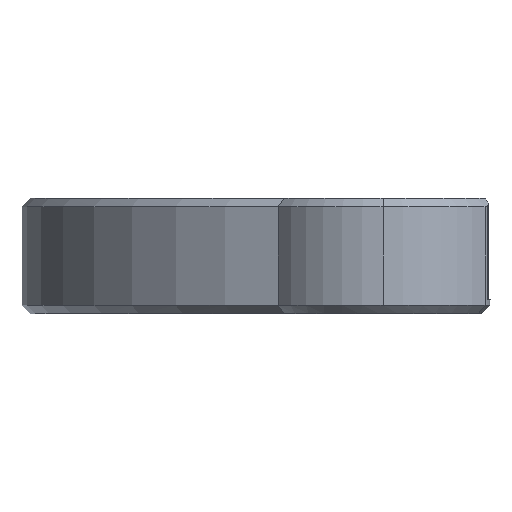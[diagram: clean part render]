
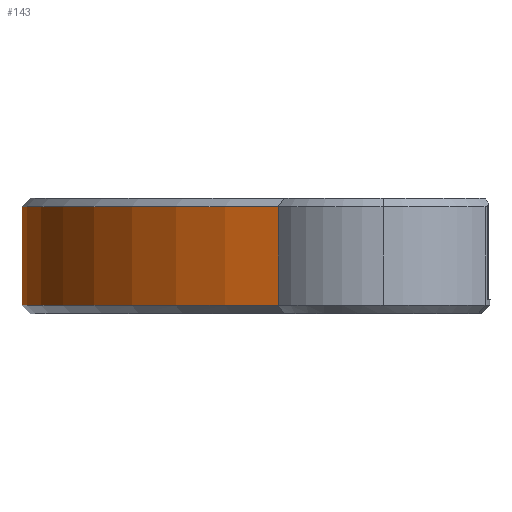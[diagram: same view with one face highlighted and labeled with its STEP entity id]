
A CAD part, left-side view. The second image highlights one B-rep face of the part: STEP entity #143.
In plain terms, the highlighted cylindrical face has radius 52.2 mm (diameter 104.4 mm), a partial arc.
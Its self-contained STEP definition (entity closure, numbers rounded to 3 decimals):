
#84=CARTESIAN_POINT('',(-49.954,15.147,13.5));
#85=VERTEX_POINT('',#84);
#93=CARTESIAN_POINT('',(-49.954,15.147,-0.8));
#94=VERTEX_POINT('',#93);
#95=CARTESIAN_POINT('',(-49.954,15.147,13.5));
#96=DIRECTION('',(0.,0.,-1.));
#97=VECTOR('',#96,14.3);
#98=LINE('',#95,#97);
#99=EDGE_CURVE('',#85,#94,#98,.T.);
#111=CARTESIAN_POINT('',(0.,-0.,12.7));
#112=DIRECTION('',(0.,0.,-1.));
#113=DIRECTION('',(-1.,0.,0.));
#114=AXIS2_PLACEMENT_3D('',#111,#112,#113);
#115=CYLINDRICAL_SURFACE('',#114,52.2);
#116=ORIENTED_EDGE('',*,*,#99,.F.);
#117=CARTESIAN_POINT('',(15.846,49.737,13.5));
#118=VERTEX_POINT('',#117);
#119=CARTESIAN_POINT('',(0.,-0.,13.5));
#120=DIRECTION('',(-0.,-0.,1.));
#121=DIRECTION('',(1.,0.,0.));
#122=AXIS2_PLACEMENT_3D('',#119,#120,#121);
#123=CIRCLE('',#122,52.2);
#124=EDGE_CURVE('',#118,#85,#123,.T.);
#125=ORIENTED_EDGE('',*,*,#124,.F.);
#126=CARTESIAN_POINT('',(15.846,49.737,-0.8));
#127=VERTEX_POINT('',#126);
#128=CARTESIAN_POINT('',(15.846,49.737,13.5));
#129=DIRECTION('',(0.,0.,-1.));
#130=VECTOR('',#129,14.3);
#131=LINE('',#128,#130);
#132=EDGE_CURVE('',#118,#127,#131,.T.);
#133=ORIENTED_EDGE('',*,*,#132,.T.);
#134=CARTESIAN_POINT('',(0.,-0.,-0.8));
#135=DIRECTION('',(0.,0.,-1.));
#136=DIRECTION('',(1.,0.,0.));
#137=AXIS2_PLACEMENT_3D('',#134,#135,#136);
#138=CIRCLE('',#137,52.2);
#139=EDGE_CURVE('',#94,#127,#138,.T.);
#140=ORIENTED_EDGE('',*,*,#139,.F.);
#141=EDGE_LOOP('',(#116,#125,#133,#140));
#142=FACE_BOUND('',#141,.T.);
#143=ADVANCED_FACE('',(#142),#115,.T.);
